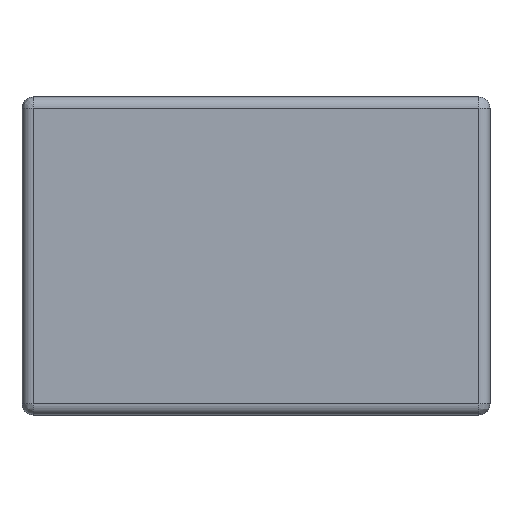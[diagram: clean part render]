
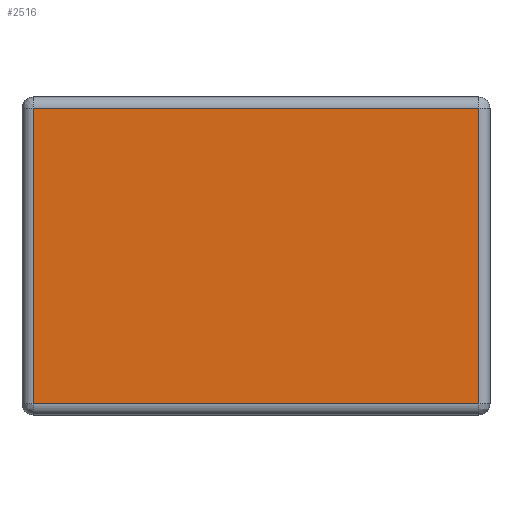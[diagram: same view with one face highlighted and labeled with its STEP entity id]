
A CAD part, left-side view. The second image highlights one B-rep face of the part: STEP entity #2516.
In plain terms, the highlighted planar face has unit normal (-1, 0, 0).
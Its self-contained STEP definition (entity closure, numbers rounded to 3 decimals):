
#32 = CARTESIAN_POINT ( 'NONE',  ( -1., -0.595, 0. ) ) ;
#57 = DIRECTION ( 'NONE',  ( 0., 0., 1. ) ) ;
#141 = VECTOR ( 'NONE', #2545, 1000. ) ;
#354 = CARTESIAN_POINT ( 'NONE',  ( -1., 0.595, 0.03 ) ) ;
#506 = VERTEX_POINT ( 'NONE', #2313 ) ;
#779 = VECTOR ( 'NONE', #2187, 1000. ) ;
#969 = CARTESIAN_POINT ( 'NONE',  ( -1., 0.595, 0. ) ) ;
#982 = EDGE_CURVE ( 'NONE', #2260, #506, #1627, .T. ) ;
#986 = CARTESIAN_POINT ( 'NONE',  ( -1., -0.625, 0. ) ) ;
#993 = ORIENTED_EDGE ( 'NONE', *, *, #982, .T. ) ;
#1099 = ORIENTED_EDGE ( 'NONE', *, *, #1474, .T. ) ;
#1216 = DIRECTION ( 'NONE',  ( 0., 0., 1. ) ) ;
#1343 = VERTEX_POINT ( 'NONE', #2498 ) ;
#1446 = VECTOR ( 'NONE', #2528, 1000. ) ;
#1474 = EDGE_CURVE ( 'NONE', #506, #2673, #1931, .T. ) ;
#1490 = AXIS2_PLACEMENT_3D ( 'NONE', #986, #2568, #1216 ) ;
#1497 = LINE ( 'NONE', #2897, #779 ) ;
#1627 = LINE ( 'NONE', #2761, #1446 ) ;
#1729 = EDGE_CURVE ( 'NONE', #2673, #1343, #1497, .T. ) ;
#1885 = ORIENTED_EDGE ( 'NONE', *, *, #1729, .T. ) ;
#1931 = LINE ( 'NONE', #969, #141 ) ;
#2028 = ORIENTED_EDGE ( 'NONE', *, *, #2230, .T. ) ;
#2187 = DIRECTION ( 'NONE',  ( 0., -1., 0. ) ) ;
#2230 = EDGE_CURVE ( 'NONE', #1343, #2260, #2282, .T. ) ;
#2260 = VERTEX_POINT ( 'NONE', #2560 ) ;
#2282 = LINE ( 'NONE', #32, #2838 ) ;
#2313 = CARTESIAN_POINT ( 'NONE',  ( -1., 0.595, 0.82 ) ) ;
#2355 = FACE_OUTER_BOUND ( 'NONE', #2759, .T. ) ;
#2498 = CARTESIAN_POINT ( 'NONE',  ( -1., -0.595, 0.03 ) ) ;
#2516 = ADVANCED_FACE ( 'NONE', ( #2355 ), #2799, .T. ) ;
#2528 = DIRECTION ( 'NONE',  ( 0., 1., 0. ) ) ;
#2545 = DIRECTION ( 'NONE',  ( 0., 0., -1. ) ) ;
#2560 = CARTESIAN_POINT ( 'NONE',  ( -1., -0.595, 0.82 ) ) ;
#2568 = DIRECTION ( 'NONE',  ( -1., 0., 0. ) ) ;
#2673 = VERTEX_POINT ( 'NONE', #354 ) ;
#2759 = EDGE_LOOP ( 'NONE', ( #2028, #993, #1099, #1885 ) ) ;
#2761 = CARTESIAN_POINT ( 'NONE',  ( -1., -0.625, 0.82 ) ) ;
#2799 = PLANE ( 'NONE',  #1490 ) ;
#2838 = VECTOR ( 'NONE', #57, 1000. ) ;
#2897 = CARTESIAN_POINT ( 'NONE',  ( -1., -0.625, 0.03 ) ) ;
